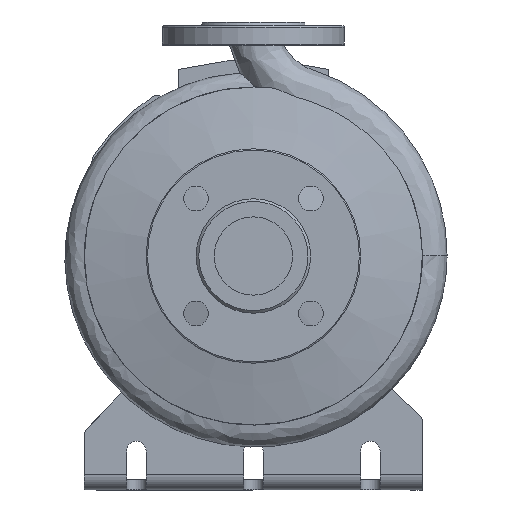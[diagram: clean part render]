
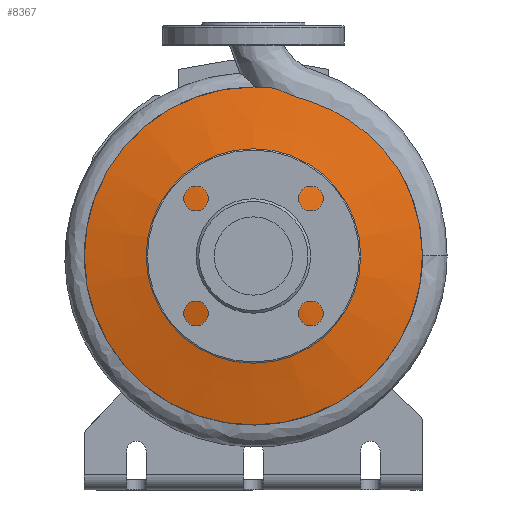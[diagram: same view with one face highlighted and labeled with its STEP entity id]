
A CAD part, left-side view. The second image highlights one B-rep face of the part: STEP entity #8367.
In plain terms, the highlighted conical face has half-angle 77.029 degrees and reference radius 85.095 mm.
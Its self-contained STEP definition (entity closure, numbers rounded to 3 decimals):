
#41=CONICAL_SURFACE('',#9249,85.095,1.344);
#158=B_SPLINE_CURVE_WITH_KNOTS('',3,(#16584,#16585,#16586,#16587,#16588,
#16589,#16590,#16591,#16592,#16593,#16594,#16595,#16596,#16597,#16598,#16599,
#16600,#16601,#16602,#16603,#16604,#16605,#16606,#16607,#16608,#16609,#16610,
#16611,#16612,#16613,#16614,#16615,#16616,#16617,#16618,#16619,#16620,#16621,
#16622,#16623,#16624,#16625,#16626,#16627,#16628,#16629,#16630,#16631,#16632,
#16633,#16634,#16635,#16636,#16637,#16638,#16639,#16640,#16641),
 .UNSPECIFIED.,.F.,.F.,(4,3,3,3,3,3,3,3,3,3,3,3,3,3,3,3,3,3,3,4),(0.881,
0.895,0.898,0.901,0.904,
0.909,0.913,0.916,0.92,0.922,
0.923,0.924,0.924,0.926,
0.928,0.929,0.93,0.93,
0.93,0.931),.UNSPECIFIED.);
#258=FACE_BOUND('',#1540,.T.);
#985=FACE_OUTER_BOUND('',#1539,.T.);
#1539=EDGE_LOOP('',(#7683,#7684));
#1540=EDGE_LOOP('',(#7685));
#3333=CIRCLE('',#9250,130.04);
#3334=CIRCLE('',#9251,40.15);
#4140=VERTEX_POINT('',#16576);
#4141=VERTEX_POINT('',#16583);
#4144=VERTEX_POINT('',#16690);
#5334=EDGE_CURVE('',#4141,#4140,#158,.T.);
#5339=EDGE_CURVE('',#4140,#4141,#3333,.T.);
#5340=EDGE_CURVE('',#4144,#4144,#3334,.T.);
#7683=ORIENTED_EDGE('',*,*,#5334,.T.);
#7684=ORIENTED_EDGE('',*,*,#5339,.T.);
#7685=ORIENTED_EDGE('',*,*,#5340,.F.);
#8367=ADVANCED_FACE('',(#985,#258),#41,.T.);
#9249=AXIS2_PLACEMENT_3D('',#16688,#11649,#11650);
#9250=AXIS2_PLACEMENT_3D('',#16689,#11651,#11652);
#9251=AXIS2_PLACEMENT_3D('',#16691,#11653,#11654);
#11649=DIRECTION('center_axis',(1.,0.,0.));
#11650=DIRECTION('ref_axis',(0.,0.,
1.));
#11651=DIRECTION('center_axis',(-1.,0.,0.));
#11652=DIRECTION('ref_axis',(0.,0.,
1.));
#11653=DIRECTION('center_axis',(-1.,0.,0.));
#11654=DIRECTION('ref_axis',(0.,0.,
1.));
#16576=CARTESIAN_POINT('',(-19.296,-16.383,309.004));
#16583=CARTESIAN_POINT('',(-19.296,-111.774,246.461));
#16584=CARTESIAN_POINT('Ctrl Pts',(-19.296,-111.774,246.461));
#16585=CARTESIAN_POINT('Ctrl Pts',(-19.422,-105.429,256.061));
#16586=CARTESIAN_POINT('Ctrl Pts',(-19.523,-98.265,
264.288));
#16587=CARTESIAN_POINT('Ctrl Pts',(-19.614,-90.697,
271.253));
#16588=CARTESIAN_POINT('Ctrl Pts',(-19.633,-89.161,
272.667));
#16589=CARTESIAN_POINT('Ctrl Pts',(-19.651,-87.608,
274.029));
#16590=CARTESIAN_POINT('Ctrl Pts',(-19.668,-86.041,
275.34));
#16591=CARTESIAN_POINT('Ctrl Pts',(-19.688,-84.234,
276.852));
#16592=CARTESIAN_POINT('Ctrl Pts',(-19.708,-82.409,
278.297));
#16593=CARTESIAN_POINT('Ctrl Pts',(-19.728,-80.571,279.674));
#16594=CARTESIAN_POINT('Ctrl Pts',(-19.74,-79.371,
280.574));
#16595=CARTESIAN_POINT('Ctrl Pts',(-19.753,-78.158,281.45));
#16596=CARTESIAN_POINT('Ctrl Pts',(-19.765,-76.93,
282.305));
#16597=CARTESIAN_POINT('Ctrl Pts',(-19.797,-73.842,
284.457));
#16598=CARTESIAN_POINT('Ctrl Pts',(-19.828,-70.664,286.471));
#16599=CARTESIAN_POINT('Ctrl Pts',(-19.858,-67.403,
288.344));
#16600=CARTESIAN_POINT('Ctrl Pts',(-19.881,-64.951,289.752));
#16601=CARTESIAN_POINT('Ctrl Pts',(-19.904,-62.452,
291.081));
#16602=CARTESIAN_POINT('Ctrl Pts',(-19.926,-59.91,292.328));
#16603=CARTESIAN_POINT('Ctrl Pts',(-19.941,-58.191,293.171));
#16604=CARTESIAN_POINT('Ctrl Pts',(-19.955,-56.454,
293.976));
#16605=CARTESIAN_POINT('Ctrl Pts',(-19.97,-54.706,
294.74));
#16606=CARTESIAN_POINT('Ctrl Pts',(-19.991,-52.161,
295.852));
#16607=CARTESIAN_POINT('Ctrl Pts',(-20.011,-49.588,
296.88));
#16608=CARTESIAN_POINT('Ctrl Pts',(-20.031,-46.977,
297.83));
#16609=CARTESIAN_POINT('Ctrl Pts',(-20.041,-45.672,298.305));
#16610=CARTESIAN_POINT('Ctrl Pts',(-20.05,-44.357,
298.76));
#16611=CARTESIAN_POINT('Ctrl Pts',(-20.059,-43.032,
299.196));
#16612=CARTESIAN_POINT('Ctrl Pts',(-20.064,-42.311,299.433));
#16613=CARTESIAN_POINT('Ctrl Pts',(-20.069,-41.586,
299.665));
#16614=CARTESIAN_POINT('Ctrl Pts',(-20.074,-40.859,
299.891));
#16615=CARTESIAN_POINT('Ctrl Pts',(-20.076,-40.504,
300.001));
#16616=CARTESIAN_POINT('Ctrl Pts',(-20.079,-40.155,
300.108));
#16617=CARTESIAN_POINT('Ctrl Pts',(-20.081,-39.779,
300.221));
#16618=CARTESIAN_POINT('Ctrl Pts',(-20.083,-39.509,300.303));
#16619=CARTESIAN_POINT('Ctrl Pts',(-20.085,-39.228,
300.387));
#16620=CARTESIAN_POINT('Ctrl Pts',(-20.086,-38.937,
300.473));
#16621=CARTESIAN_POINT('Ctrl Pts',(-20.098,-37.079,
301.021));
#16622=CARTESIAN_POINT('Ctrl Pts',(-20.097,-34.807,
301.711));
#16623=CARTESIAN_POINT('Ctrl Pts',(-20.059,-32.251,
302.556));
#16624=CARTESIAN_POINT('Ctrl Pts',(-20.028,-30.183,303.238));
#16625=CARTESIAN_POINT('Ctrl Pts',(-19.972,-27.929,
304.023));
#16626=CARTESIAN_POINT('Ctrl Pts',(-19.875,-25.562,
304.939));
#16627=CARTESIAN_POINT('Ctrl Pts',(-19.826,-24.378,
305.397));
#16628=CARTESIAN_POINT('Ctrl Pts',(-19.767,-23.167,305.888));
#16629=CARTESIAN_POINT('Ctrl Pts',(-19.696,-21.936,
306.416));
#16630=CARTESIAN_POINT('Ctrl Pts',(-19.658,-21.289,
306.693));
#16631=CARTESIAN_POINT('Ctrl Pts',(-19.617,-20.637,
306.98));
#16632=CARTESIAN_POINT('Ctrl Pts',(-19.573,-19.981,
307.278));
#16633=CARTESIAN_POINT('Ctrl Pts',(-19.541,-19.511,
307.492));
#16634=CARTESIAN_POINT('Ctrl Pts',(-19.507,-19.034,307.713));
#16635=CARTESIAN_POINT('Ctrl Pts',(-19.471,-18.544,
307.945));
#16636=CARTESIAN_POINT('Ctrl Pts',(-19.461,-18.417,
308.005));
#16637=CARTESIAN_POINT('Ctrl Pts',(-19.451,-18.29,308.066));
#16638=CARTESIAN_POINT('Ctrl Pts',(-19.442,-18.162,
308.127));
#16639=CARTESIAN_POINT('Ctrl Pts',(-19.397,-17.582,
308.405));
#16640=CARTESIAN_POINT('Ctrl Pts',(-19.349,-16.989,
308.697));
#16641=CARTESIAN_POINT('Ctrl Pts',(-19.296,-16.383,309.004));
#16688=CARTESIAN_POINT('Origin',(-29.648,0.,180.));
#16689=CARTESIAN_POINT('Origin',(-19.296,0.,180.));
#16690=CARTESIAN_POINT('',(-40.,0.,220.15));
#16691=CARTESIAN_POINT('Origin',(-40.,0.,180.));
